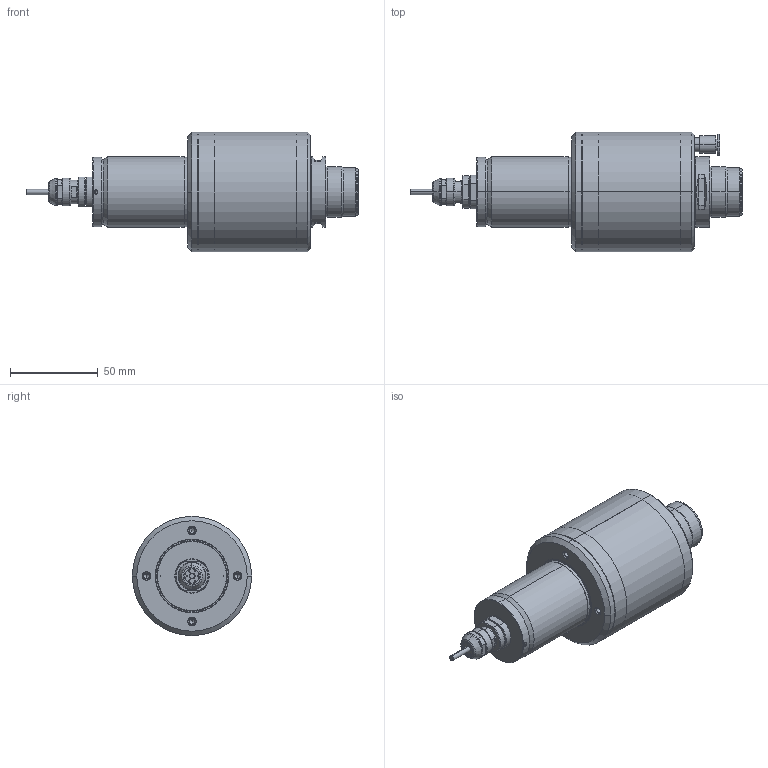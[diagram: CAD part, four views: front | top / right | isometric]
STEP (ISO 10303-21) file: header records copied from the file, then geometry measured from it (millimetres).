
FILE_DESCRIPTION (( 'STEP AP214' ), '1' );
FILE_NAME ('NR4040-AQC (QC5-K‘•’…).STEP', '2023-03-09T10:04:12', ( '' ), ( '' ), 'SwSTEP 2.0', 'SolidWorks 2021', '' );
FILE_SCHEMA (( 'AUTOMOTIVE_DESIGN' ));
Length unit declared in the file: millimetre
Products named in the file (1): NR4040-AQC (QC5-K装着)
Bounding box: 189.47 x 68 x 68 mm (x, y, z)
Volume: 86510.3 mm3; surface area: 71146.2 mm2
Topology: 12 solids, 12 shells, 434 faces, 971 edges, 581 vertices
Faces by surface type: cone 146, cylinder 144, plane 120, bspline 24
Entity records: 13178 total; most frequent: CARTESIAN_POINT 3333, DIRECTION 2157, ORIENTED_EDGE 1910, EDGE_CURVE 955, AXIS2_PLACEMENT_3D 883, VERTEX_POINT 581, EDGE_LOOP 494, CIRCLE 472
